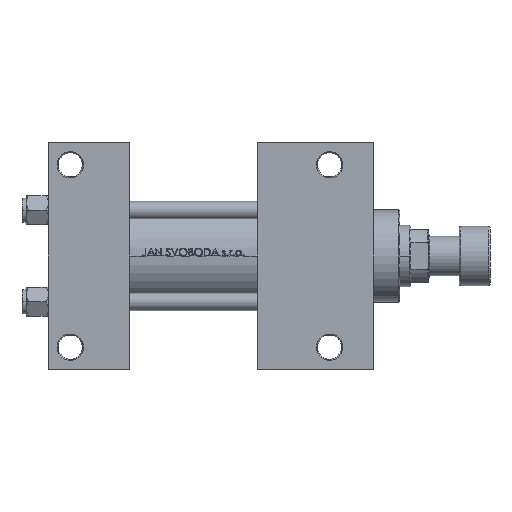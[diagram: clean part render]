
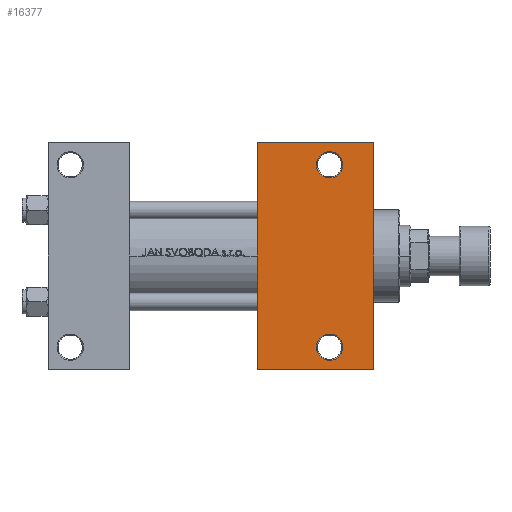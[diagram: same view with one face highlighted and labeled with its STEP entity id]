
A CAD part, front view. The second image highlights one B-rep face of the part: STEP entity #16377.
In plain terms, the highlighted face is planar.
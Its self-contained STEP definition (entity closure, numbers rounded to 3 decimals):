
#1604 = AXIS2_PLACEMENT_3D ( 'NONE', #8471, #26239, #33771 ) ;
#2140 = CARTESIAN_POINT ( 'NONE',  ( 128., 41.5, -30. ) ) ;
#2278 = DIRECTION ( 'NONE',  ( 0., 1., 0. ) ) ;
#4718 = VECTOR ( 'NONE', #4914, 1000. ) ;
#4914 = DIRECTION ( 'NONE',  ( 0., -1., 0. ) ) ;
#5068 = DIRECTION ( 'NONE',  ( 0., 0., 1. ) ) ;
#5266 = LINE ( 'NONE', #23737, #39991 ) ;
#6525 = LINE ( 'NONE', #35725, #31455 ) ;
#7785 = VERTEX_POINT ( 'NONE', #20218 ) ;
#8068 = EDGE_CURVE ( 'NONE', #39612, #48022, #17044, .T. ) ;
#8200 = LINE ( 'NONE', #23034, #17178 ) ;
#8471 = CARTESIAN_POINT ( 'NONE',  ( 148., 30., -30. ) ) ;
#8980 = ORIENTED_EDGE ( 'NONE', *, *, #8068, .T. ) ;
#9446 = AXIS2_PLACEMENT_3D ( 'NONE', #42798, #24806, #24323 ) ;
#10190 = DIRECTION ( 'NONE',  ( 0., -1., 0. ) ) ;
#10508 = CARTESIAN_POINT ( 'NONE',  ( 128., -41.5, -30. ) ) ;
#10924 = EDGE_LOOP ( 'NONE', ( #8980, #39905 ) ) ;
#12710 = CARTESIAN_POINT ( 'NONE',  ( 95., 30., -30. ) ) ;
#13159 = AXIS2_PLACEMENT_3D ( 'NONE', #2140, #5068, #16504 ) ;
#13880 = CARTESIAN_POINT ( 'NONE',  ( 95., -51.5, -30. ) ) ;
#14833 = VERTEX_POINT ( 'NONE', #47746 ) ;
#15094 = EDGE_LOOP ( 'NONE', ( #35368, #22000 ) ) ;
#15129 = AXIS2_PLACEMENT_3D ( 'NONE', #10508, #33105, #44273 ) ;
#16377 = ADVANCED_FACE ( 'NONE', ( #30596, #38131, #26480 ), #23056, .T. ) ;
#16504 = DIRECTION ( 'NONE',  ( 0., 1., 0. ) ) ;
#16758 = CARTESIAN_POINT ( 'NONE',  ( 134., -41.5, -30. ) ) ;
#17011 = EDGE_CURVE ( 'NONE', #45514, #19906, #38219, .T. ) ;
#17044 = CIRCLE ( 'NONE', #13159, 5.999 ) ;
#17178 = VECTOR ( 'NONE', #37869, 1000. ) ;
#17587 = EDGE_CURVE ( 'NONE', #45514, #18301, #8200, .T. ) ;
#18181 = EDGE_LOOP ( 'NONE', ( #31921, #42032, #39426, #24637 ) ) ;
#18301 = VERTEX_POINT ( 'NONE', #23585 ) ;
#18395 = EDGE_CURVE ( 'NONE', #7785, #20842, #42813, .T. ) ;
#19601 = DIRECTION ( 'NONE',  ( -1., 0., 0. ) ) ;
#19906 = VERTEX_POINT ( 'NONE', #13880 ) ;
#20218 = CARTESIAN_POINT ( 'NONE',  ( 122., -41.5, -30. ) ) ;
#20740 = CARTESIAN_POINT ( 'NONE',  ( 95., 51.5, -30. ) ) ;
#20810 = CIRCLE ( 'NONE', #22324, 5.999 ) ;
#20842 = VERTEX_POINT ( 'NONE', #16758 ) ;
#22000 = ORIENTED_EDGE ( 'NONE', *, *, #30591, .T. ) ;
#22324 = AXIS2_PLACEMENT_3D ( 'NONE', #39006, #46541, #2278 ) ;
#23034 = CARTESIAN_POINT ( 'NONE',  ( 95., 51.5, -30. ) ) ;
#23056 = PLANE ( 'NONE',  #1604 ) ;
#23585 = CARTESIAN_POINT ( 'NONE',  ( 148., 51.5, -30. ) ) ;
#23737 = CARTESIAN_POINT ( 'NONE',  ( 95., -51.5, -30. ) ) ;
#24323 = DIRECTION ( 'NONE',  ( 0., 1., 0. ) ) ;
#24637 = ORIENTED_EDGE ( 'NONE', *, *, #28088, .T. ) ;
#24806 = DIRECTION ( 'NONE',  ( 0., 0., 1. ) ) ;
#26239 = DIRECTION ( 'NONE',  ( 0., 0., -1. ) ) ;
#26480 = FACE_OUTER_BOUND ( 'NONE', #18181, .T. ) ;
#28088 = EDGE_CURVE ( 'NONE', #14833, #19906, #5266, .T. ) ;
#30591 = EDGE_CURVE ( 'NONE', #20842, #7785, #35345, .T. ) ;
#30596 = FACE_BOUND ( 'NONE', #10924, .T. ) ;
#30956 = EDGE_CURVE ( 'NONE', #18301, #14833, #6525, .T. ) ;
#31455 = VECTOR ( 'NONE', #10190, 1000. ) ;
#31921 = ORIENTED_EDGE ( 'NONE', *, *, #17011, .F. ) ;
#33105 = DIRECTION ( 'NONE',  ( 0., 0., 1. ) ) ;
#33771 = DIRECTION ( 'NONE',  ( 0., 1., 0. ) ) ;
#35345 = CIRCLE ( 'NONE', #15129, 6. ) ;
#35368 = ORIENTED_EDGE ( 'NONE', *, *, #18395, .T. ) ;
#35725 = CARTESIAN_POINT ( 'NONE',  ( 148., 30., -30. ) ) ;
#37433 = EDGE_CURVE ( 'NONE', #48022, #39612, #20810, .T. ) ;
#37869 = DIRECTION ( 'NONE',  ( 1., 0., 0. ) ) ;
#38131 = FACE_BOUND ( 'NONE', #15094, .T. ) ;
#38219 = LINE ( 'NONE', #12710, #4718 ) ;
#39006 = CARTESIAN_POINT ( 'NONE',  ( 128., 41.5, -30. ) ) ;
#39426 = ORIENTED_EDGE ( 'NONE', *, *, #30956, .T. ) ;
#39612 = VERTEX_POINT ( 'NONE', #43171 ) ;
#39905 = ORIENTED_EDGE ( 'NONE', *, *, #37433, .T. ) ;
#39991 = VECTOR ( 'NONE', #19601, 1000. ) ;
#42032 = ORIENTED_EDGE ( 'NONE', *, *, #17587, .T. ) ;
#42798 = CARTESIAN_POINT ( 'NONE',  ( 128., -41.5, -30. ) ) ;
#42813 = CIRCLE ( 'NONE', #9446, 6. ) ;
#43171 = CARTESIAN_POINT ( 'NONE',  ( 122.001, 41.5, -30. ) ) ;
#44273 = DIRECTION ( 'NONE',  ( 0., 1., 0. ) ) ;
#45514 = VERTEX_POINT ( 'NONE', #20740 ) ;
#46541 = DIRECTION ( 'NONE',  ( 0., 0., 1. ) ) ;
#47746 = CARTESIAN_POINT ( 'NONE',  ( 148., -51.5, -30. ) ) ;
#47945 = CARTESIAN_POINT ( 'NONE',  ( 133.999, 41.5, -30. ) ) ;
#48022 = VERTEX_POINT ( 'NONE', #47945 ) ;
